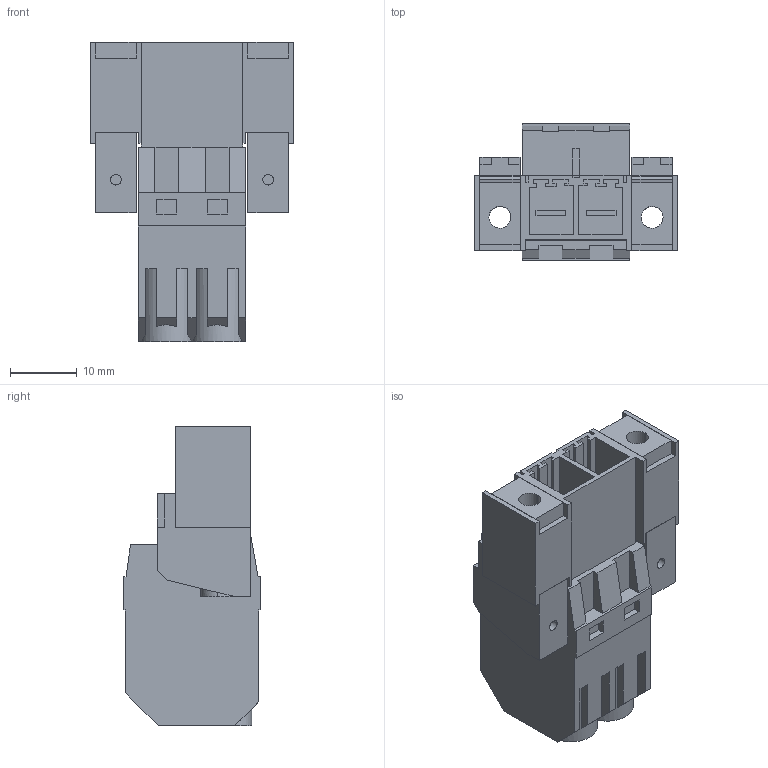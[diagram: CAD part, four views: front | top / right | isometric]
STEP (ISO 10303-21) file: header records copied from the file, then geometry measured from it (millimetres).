
FILE_DESCRIPTION(('CATIA V5 STEP Exchange','CAx-IF Rec.Pracs.--- Model Styling and Organization---1.4--- 2014-01-23'),'2;1');
FILE_NAME ('D1447967_1_1060950000_1060950000.stp','2022-08-08T13:54:40+00:00',('none'),('Weidmueller'),'CATIA Version 5-6 Release 2016 SP3 HF44','CATIA V5 STEP AP214','none');
FILE_SCHEMA(('AUTOMOTIVE_DESIGN { 1 0 10303 214 1 1 1 1 }'));
Length unit declared in the file: millimetre
Products named in the file (1): 1060950000
Bounding box: 30.48 x 20.6 x 45 mm (x, y, z)
Volume: 11689.4 mm3; surface area: 10541.6 mm2
Topology: 7 solids, 7 shells, 319 faces, 887 edges, 589 vertices
Faces by surface type: plane 285, cylinder 34
Entity records: 10302 total; most frequent: CARTESIAN_POINT 2035, ORIENTED_EDGE 1774, DIRECTION 1387, EDGE_CURVE 887, VECTOR 811, LINE 811, VERTEX_POINT 589, EDGE_LOOP 346
